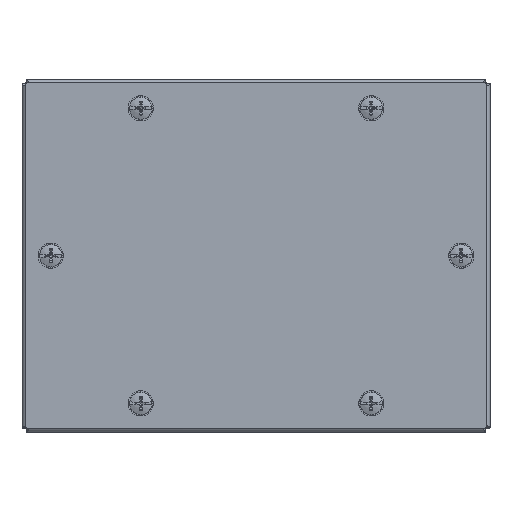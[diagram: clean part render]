
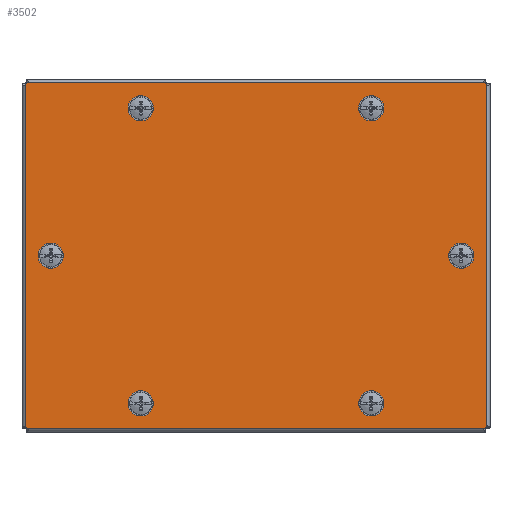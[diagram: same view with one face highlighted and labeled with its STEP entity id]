
A CAD part, top view. The second image highlights one B-rep face of the part: STEP entity #3502.
In plain terms, the highlighted planar face has unit normal (0, 0, 1).
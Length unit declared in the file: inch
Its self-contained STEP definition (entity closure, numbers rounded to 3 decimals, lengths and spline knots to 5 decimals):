
#232=PLANE('',#3748);
#489=LINE('',#6000,#759);
#495=LINE('',#6021,#765);
#499=LINE('',#6032,#769);
#500=LINE('',#6034,#770);
#759=VECTOR('',#4360,5.9375);
#765=VECTOR('',#4380,5.9375);
#769=VECTOR('',#4394,7.9375);
#770=VECTOR('',#4397,7.9375);
#911=FACE_BOUND('',#1277,.T.);
#912=FACE_BOUND('',#1278,.T.);
#913=FACE_BOUND('',#1279,.T.);
#914=FACE_BOUND('',#1280,.T.);
#915=FACE_BOUND('',#1281,.T.);
#916=FACE_BOUND('',#1282,.T.);
#1049=FACE_OUTER_BOUND('',#1276,.T.);
#1276=EDGE_LOOP('',(#2779,#2780,#2781,#2782,#2783,#2784,#2785,#2786));
#1277=EDGE_LOOP('',(#2787));
#1278=EDGE_LOOP('',(#2788));
#1279=EDGE_LOOP('',(#2789));
#1280=EDGE_LOOP('',(#2790));
#1281=EDGE_LOOP('',(#2791));
#1282=EDGE_LOOP('',(#2792));
#1442=CIRCLE('',#3715,0.14063);
#1444=CIRCLE('',#3718,0.14063);
#1446=CIRCLE('',#3721,0.14063);
#1448=CIRCLE('',#3724,0.14063);
#1450=CIRCLE('',#3727,0.14063);
#1452=CIRCLE('',#3730,0.14063);
#1453=CIRCLE('',#3732,0.03125);
#1458=CIRCLE('',#3740,0.03125);
#1459=CIRCLE('',#3743,0.03125);
#1460=CIRCLE('',#3745,0.03125);
#1666=VERTEX_POINT('',#5959);
#1668=VERTEX_POINT('',#5964);
#1670=VERTEX_POINT('',#5969);
#1672=VERTEX_POINT('',#5974);
#1674=VERTEX_POINT('',#5979);
#1676=VERTEX_POINT('',#5984);
#1677=VERTEX_POINT('',#5987);
#1678=VERTEX_POINT('',#5988);
#1682=VERTEX_POINT('',#5998);
#1688=VERTEX_POINT('',#6014);
#1689=VERTEX_POINT('',#6015);
#1690=VERTEX_POINT('',#6020);
#1691=VERTEX_POINT('',#6024);
#1692=VERTEX_POINT('',#6028);
#2052=EDGE_CURVE('',#1666,#1666,#1442,.T.);
#2054=EDGE_CURVE('',#1668,#1668,#1444,.T.);
#2056=EDGE_CURVE('',#1670,#1670,#1446,.T.);
#2058=EDGE_CURVE('',#1672,#1672,#1448,.T.);
#2060=EDGE_CURVE('',#1674,#1674,#1450,.T.);
#2062=EDGE_CURVE('',#1676,#1676,#1452,.T.);
#2063=EDGE_CURVE('',#1677,#1678,#1453,.T.);
#2069=EDGE_CURVE('',#1682,#1677,#489,.T.);
#2076=EDGE_CURVE('',#1688,#1689,#1458,.T.);
#2079=EDGE_CURVE('',#1689,#1690,#495,.T.);
#2081=EDGE_CURVE('',#1690,#1691,#1459,.T.);
#2083=EDGE_CURVE('',#1692,#1682,#1460,.T.);
#2085=EDGE_CURVE('',#1691,#1692,#499,.T.);
#2086=EDGE_CURVE('',#1678,#1688,#500,.T.);
#2779=ORIENTED_EDGE('',*,*,#2063,.F.);
#2780=ORIENTED_EDGE('',*,*,#2069,.F.);
#2781=ORIENTED_EDGE('',*,*,#2083,.F.);
#2782=ORIENTED_EDGE('',*,*,#2085,.F.);
#2783=ORIENTED_EDGE('',*,*,#2081,.F.);
#2784=ORIENTED_EDGE('',*,*,#2079,.F.);
#2785=ORIENTED_EDGE('',*,*,#2076,.F.);
#2786=ORIENTED_EDGE('',*,*,#2086,.F.);
#2787=ORIENTED_EDGE('',*,*,#2052,.T.);
#2788=ORIENTED_EDGE('',*,*,#2054,.T.);
#2789=ORIENTED_EDGE('',*,*,#2056,.T.);
#2790=ORIENTED_EDGE('',*,*,#2058,.T.);
#2791=ORIENTED_EDGE('',*,*,#2060,.T.);
#2792=ORIENTED_EDGE('',*,*,#2062,.T.);
#3502=ADVANCED_FACE('',(#1049,#911,#912,#913,#914,#915,#916),#232,.T.);
#3715=AXIS2_PLACEMENT_3D('',#5960,#4316,#4317);
#3718=AXIS2_PLACEMENT_3D('',#5965,#4322,#4323);
#3721=AXIS2_PLACEMENT_3D('',#5970,#4328,#4329);
#3724=AXIS2_PLACEMENT_3D('',#5975,#4334,#4335);
#3727=AXIS2_PLACEMENT_3D('',#5980,#4340,#4341);
#3730=AXIS2_PLACEMENT_3D('',#5985,#4346,#4347);
#3732=AXIS2_PLACEMENT_3D('',#5989,#4350,#4351);
#3740=AXIS2_PLACEMENT_3D('',#6016,#4374,#4375);
#3743=AXIS2_PLACEMENT_3D('',#6025,#4384,#4385);
#3745=AXIS2_PLACEMENT_3D('',#6029,#4389,#4390);
#3748=AXIS2_PLACEMENT_3D('',#6035,#4398,#4399);
#4316=DIRECTION('center_axis',(0.,0.,-1.));
#4317=DIRECTION('ref_axis',(-1.,0.,0.));
#4322=DIRECTION('center_axis',(0.,0.,-1.));
#4323=DIRECTION('ref_axis',(-1.,0.,0.));
#4328=DIRECTION('center_axis',(0.,0.,-1.));
#4329=DIRECTION('ref_axis',(-1.,0.,0.));
#4334=DIRECTION('center_axis',(0.,0.,-1.));
#4335=DIRECTION('ref_axis',(-1.,0.,0.));
#4340=DIRECTION('center_axis',(0.,0.,-1.));
#4341=DIRECTION('ref_axis',(-1.,0.,0.));
#4346=DIRECTION('center_axis',(0.,0.,-1.));
#4347=DIRECTION('ref_axis',(-1.,0.,0.));
#4350=DIRECTION('center_axis',(0.,0.,-1.));
#4351=DIRECTION('ref_axis',(0.707,-0.707,0.));
#4360=DIRECTION('',(0.,-1.,0.));
#4374=DIRECTION('center_axis',(0.,0.,-1.));
#4375=DIRECTION('ref_axis',(-0.707,-0.707,0.));
#4380=DIRECTION('',(0.,1.,0.));
#4384=DIRECTION('center_axis',(0.,0.,-1.));
#4385=DIRECTION('ref_axis',(-0.707,0.707,0.));
#4389=DIRECTION('center_axis',(0.,0.,-1.));
#4390=DIRECTION('ref_axis',(0.707,0.707,0.));
#4394=DIRECTION('',(1.,0.,0.));
#4397=DIRECTION('',(-1.,0.,0.));
#4398=DIRECTION('center_axis',(0.,0.,1.));
#4399=DIRECTION('ref_axis',(1.,0.,0.));
#5959=CARTESIAN_POINT('',(2.14063,2.5625,0.074));
#5960=CARTESIAN_POINT('Origin',(2.,2.5625,0.074));
#5964=CARTESIAN_POINT('',(2.14063,-2.5625,0.074));
#5965=CARTESIAN_POINT('Origin',(2.,-2.5625,0.074));
#5969=CARTESIAN_POINT('',(-3.42188,0.,0.074));
#5970=CARTESIAN_POINT('Origin',(-3.5625,0.,0.074));
#5974=CARTESIAN_POINT('',(3.70313,0.,0.074));
#5975=CARTESIAN_POINT('Origin',(3.5625,0.,0.074));
#5979=CARTESIAN_POINT('',(-1.85938,2.5625,0.074));
#5980=CARTESIAN_POINT('Origin',(-2.,2.5625,0.074));
#5984=CARTESIAN_POINT('',(-1.85938,-2.5625,0.074));
#5985=CARTESIAN_POINT('Origin',(-2.,-2.5625,0.074));
#5987=CARTESIAN_POINT('',(4.,-2.96875,0.074));
#5988=CARTESIAN_POINT('',(3.96875,-3.,0.074));
#5989=CARTESIAN_POINT('Origin',(3.96875,-2.96875,0.074));
#5998=CARTESIAN_POINT('',(4.,2.96875,0.074));
#6000=CARTESIAN_POINT('',(4.,3.,0.074));
#6014=CARTESIAN_POINT('',(-3.96875,-3.,0.074));
#6015=CARTESIAN_POINT('',(-4.,-2.96875,0.074));
#6016=CARTESIAN_POINT('Origin',(-3.96875,-2.96875,0.074));
#6020=CARTESIAN_POINT('',(-4.,2.96875,0.074));
#6021=CARTESIAN_POINT('',(-4.,-3.,0.074));
#6024=CARTESIAN_POINT('',(-3.96875,3.,0.074));
#6025=CARTESIAN_POINT('Origin',(-3.96875,2.96875,0.074));
#6028=CARTESIAN_POINT('',(3.96875,3.,0.074));
#6029=CARTESIAN_POINT('Origin',(3.96875,2.96875,0.074));
#6032=CARTESIAN_POINT('',(-4.,3.,0.074));
#6034=CARTESIAN_POINT('',(4.,-3.,0.074));
#6035=CARTESIAN_POINT('Origin',(0.,0.,
0.074));
